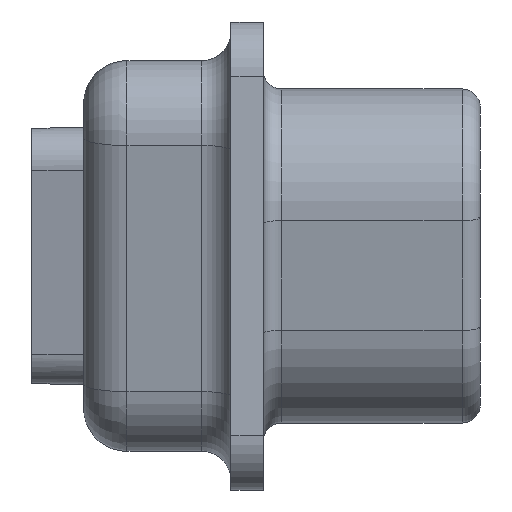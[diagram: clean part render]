
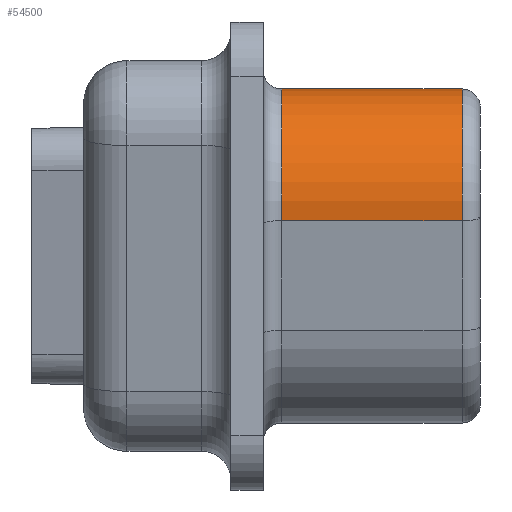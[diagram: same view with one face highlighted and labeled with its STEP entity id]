
A CAD part, left-side view. The second image highlights one B-rep face of the part: STEP entity #54500.
In plain terms, the highlighted cylindrical face has radius 3.1 mm (diameter 6.2 mm), a partial arc.
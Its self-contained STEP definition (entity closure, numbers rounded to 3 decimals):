
#2640=CARTESIAN_POINT('',(-211.321,206.307,6.15));
#2650=VERTEX_POINT('',#2640);
#2820=CARTESIAN_POINT('',(-214.959,209.36,
6.15));
#2830=VERTEX_POINT('',#2820);
#2860=CARTESIAN_POINT('',(-214.421,206.307,6.15));
#2870=DIRECTION('',(0.,0.,1.));
#2880=DIRECTION('',(1.,0.,0.));
#2890=AXIS2_PLACEMENT_3D('',#2860,#2870,#2880);
#2900=CIRCLE('',#2890,3.1);
#2910=EDGE_CURVE('',#2650,#2830,#2900,.T.);
#5000=CARTESIAN_POINT('',(-214.959,209.36,
1.16));
#5010=VERTEX_POINT('',#5000);
#5040=CARTESIAN_POINT('',(-214.959,209.36,
0.));
#5050=DIRECTION('',(0.,0.,-1.));
#5060=VECTOR('',#5050,1.);
#5070=LINE('',#5040,#5060);
#5080=EDGE_CURVE('',#2830,#5010,#5070,.T.);
#7780=CARTESIAN_POINT('',(-211.321,206.307,0.));
#7790=DIRECTION('',(0.,0.,-1.));
#7800=VECTOR('',#7790,1.);
#7810=LINE('',#7780,#7800);
#7820=CARTESIAN_POINT('',(-211.321,206.307,1.16));
#7830=VERTEX_POINT('',#7820);
#7840=EDGE_CURVE('',#2650,#7830,#7810,.T.);
#50350=CARTESIAN_POINT('',(-214.421,206.307,1.16));
#50360=DIRECTION('',(0.,0.,1.));
#50370=DIRECTION('',(1.,0.,0.));
#50380=AXIS2_PLACEMENT_3D('',#50350,#50360,#50370);
#50390=CIRCLE('',#50380,3.1);
#50400=EDGE_CURVE('',#7830,#5010,#50390,.T.);
#54390=CARTESIAN_POINT('',(-214.421,206.307,0.));
#54400=DIRECTION('',(0.,0.,1.));
#54410=DIRECTION('',(1.,0.,0.));
#54420=AXIS2_PLACEMENT_3D('',#54390,#54400,#54410);
#54430=CYLINDRICAL_SURFACE('',#54420,3.1);
#54440=ORIENTED_EDGE('',*,*,#5080,.F.);
#54450=ORIENTED_EDGE('',*,*,#50400,.T.);
#54460=ORIENTED_EDGE('',*,*,#7840,.T.);
#54470=ORIENTED_EDGE('',*,*,#2910,.F.);
#54480=EDGE_LOOP('',(#54470,#54460,#54450,#54440));
#54490=FACE_OUTER_BOUND('',#54480,.T.);
#54500=ADVANCED_FACE('',(#54490),#54430,.T.);
